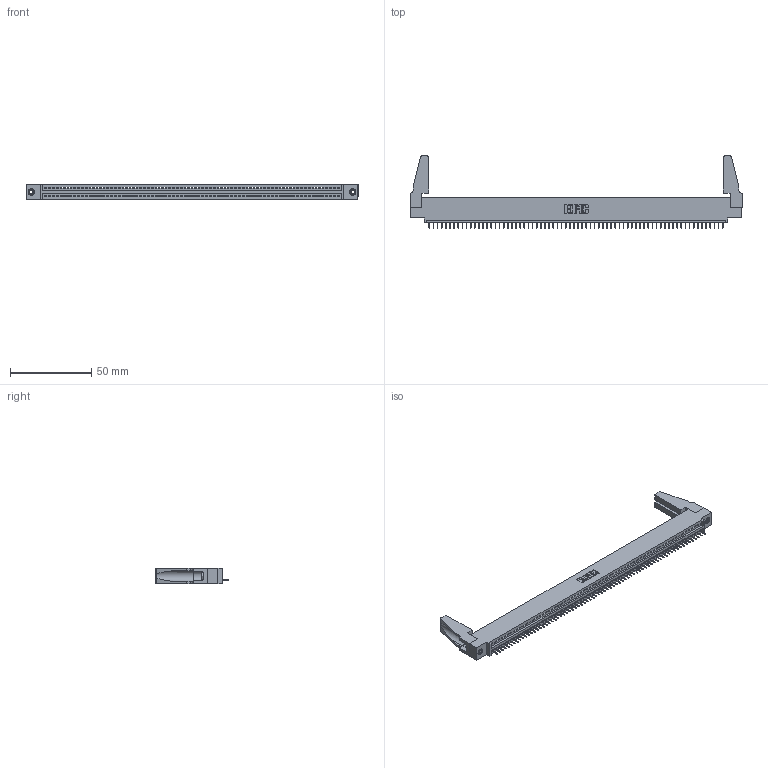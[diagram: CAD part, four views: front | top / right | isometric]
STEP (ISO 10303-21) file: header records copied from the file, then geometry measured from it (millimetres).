
FILE_DESCRIPTION (( 'STEP AP203' ), '1' );
FILE_NAME ('345-072-525-488.STEP', '2020-09-21T09:42:30', ( '' ), ( '' ), 'SwSTEP 2.0', 'SolidWorks 2020', '' );
FILE_SCHEMA (( 'CONFIG_CONTROL_DESIGN' ));
Length unit declared in the file: inch
Products named in the file (5): 345-220-078_345-220-088; 345-292-001_345-293-125; 345 Part_0.110 Offset - 0.156 Dia-TH; 345-250-001_345-250-001-102; 345-072-525-488
Assembly tree (77 placements, depth 2):
  345-072-525-488
    345 Part_0.110 Offset - 0.156 Dia-TH
    345-292-001_345-293-125  x72
    345-250-001_345-250-001-102  x2
    345-220-078_345-220-088  x2
Bounding box: 204.11 x 44.37 x 9.4 mm (x, y, z)
Volume: 22517.9 mm3; surface area: 28240.5 mm2
Topology: 77 solids, 77 shells, 4718 faces, 13627 edges, 8786 vertices
Faces by surface type: plane 3468, cylinder 1234, cone 12, torus 4
Entity records: 52504 total; most frequent: CARTESIAN_POINT 9082, ORIENTED_EDGE 9048, DIRECTION 7896, EDGE_CURVE 4524, LINE 4066, VECTOR 4066, VERTEX_POINT 3006, AXIS2_PLACEMENT_3D 1915
